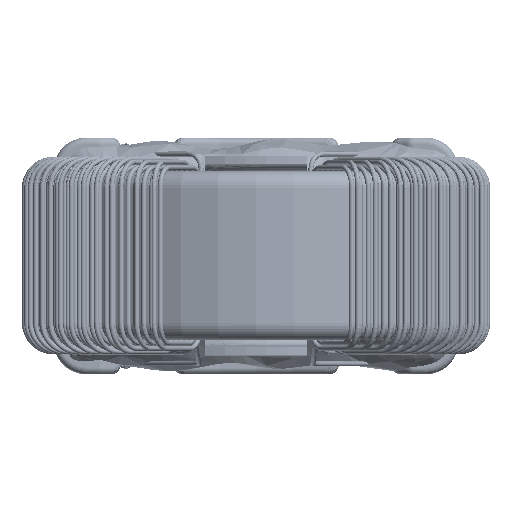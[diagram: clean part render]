
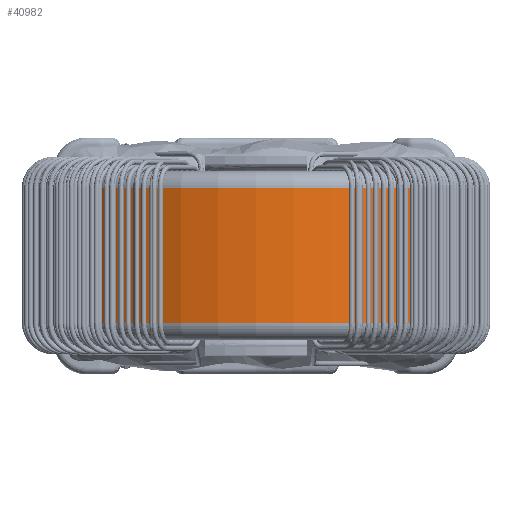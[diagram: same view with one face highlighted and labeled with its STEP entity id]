
A CAD part, top view. The second image highlights one B-rep face of the part: STEP entity #40982.
In plain terms, the highlighted cylindrical face has radius 6.5 mm (diameter 13 mm), a full revolution.
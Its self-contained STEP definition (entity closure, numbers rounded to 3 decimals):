
#6688=ORIENTED_EDGE('',*,*,#10866,.T.);
#6689=ORIENTED_EDGE('',*,*,#10867,.T.);
#10866=EDGE_CURVE('',#13802,#13802,#16223,.F.);
#10867=EDGE_CURVE('',#13803,#13803,#16224,.T.);
#13802=VERTEX_POINT('',#124809);
#13803=VERTEX_POINT('',#124811);
#16223=CIRCLE('',#44487,6.5);
#16224=CIRCLE('',#44488,6.5);
#20019=EDGE_LOOP('',(#6688));
#20020=EDGE_LOOP('',(#6689));
#24144=FACE_BOUND('',#20019,.T.);
#24145=FACE_BOUND('',#20020,.T.);
#25718=CYLINDRICAL_SURFACE('',#44486,6.5);
#40982=ADVANCED_FACE('',(#24144,#24145),#25718,.T.);
#44486=AXIS2_PLACEMENT_3D('',#124807,#51231,#51232);
#44487=AXIS2_PLACEMENT_3D('',#124808,#51233,#51234);
#44488=AXIS2_PLACEMENT_3D('',#124810,#51235,#51236);
#51231=DIRECTION('',(0.,1.,0.));
#51232=DIRECTION('',(0.,0.,1.));
#51233=DIRECTION('',(0.,1.,0.));
#51234=DIRECTION('',(0.,0.,1.));
#51235=DIRECTION('',(0.,1.,0.));
#51236=DIRECTION('',(0.,0.,1.));
#124807=CARTESIAN_POINT('',(0.,-2.5,9.52));
#124808=CARTESIAN_POINT('',(0.,2.,9.52));
#124809=CARTESIAN_POINT('',(0.,2.,16.02));
#124810=CARTESIAN_POINT('',(0.,-2.,9.52));
#124811=CARTESIAN_POINT('',(0.,-2.,16.02));
